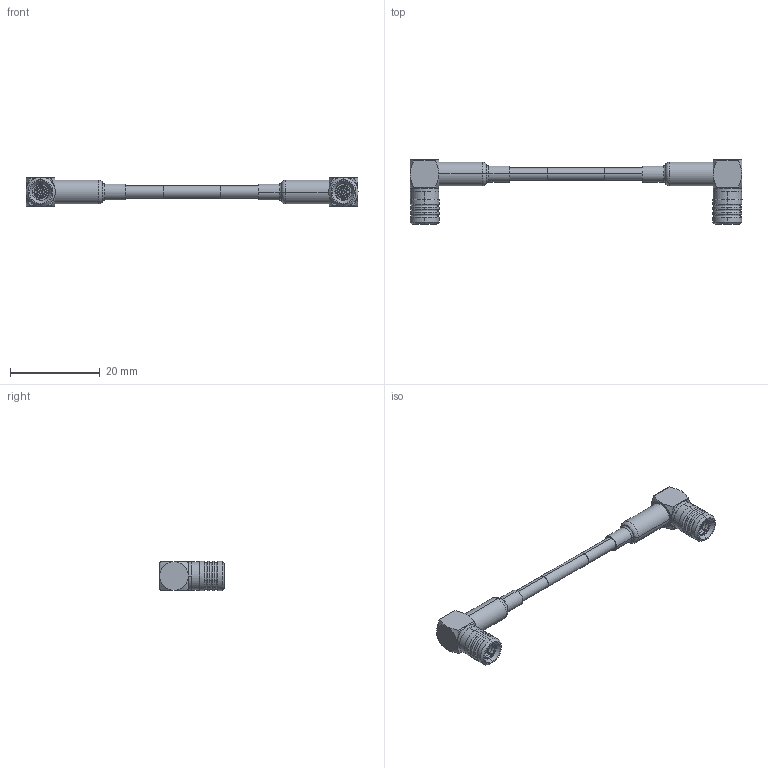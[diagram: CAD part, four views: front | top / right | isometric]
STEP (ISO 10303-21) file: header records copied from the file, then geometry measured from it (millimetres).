
FILE_DESCRIPTION (( 'STEP AP214' ), '1' );
FILE_NAME ('FMCA100073_3D.step', '2024-07-31T22:47:39', ( '' ), ( '' ), 'SwSTEP 2.0', 'SolidWorks 2022', '' );
FILE_SCHEMA (( 'AUTOMOTIVE_DESIGN' ));
Length unit declared in the file: inch
Products named in the file (4): RG188-HEATSHRINK_.75" Long; FMCA100073_3D; RG188A-U; SC8846
Assembly tree (5 placements, depth 2):
  FMCA100073_3D
    RG188A-U
    SC8846  x2
    RG188-HEATSHRINK_.75" Long  x2
Bounding box: 73.8 x 14.35 x 6.5 mm (x, y, z)
Volume: 1263.7 mm3; surface area: 3353.7 mm2
Topology: 5 solids, 5 shells, 468 faces, 1240 edges, 790 vertices
Faces by surface type: plane 172, cylinder 166, cone 86, bspline 28, torus 16
Entity records: 8224 total; most frequent: CARTESIAN_POINT 1753, DIRECTION 1342, ORIENTED_EDGE 1254, EDGE_CURVE 627, AXIS2_PLACEMENT_3D 536, VERTEX_POINT 401, CIRCLE 303, LINE 270
